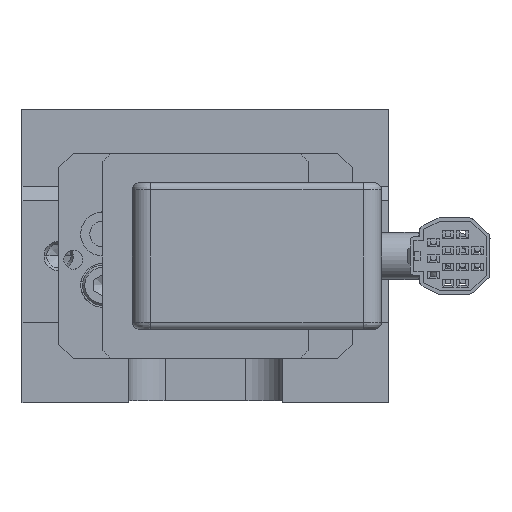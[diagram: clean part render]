
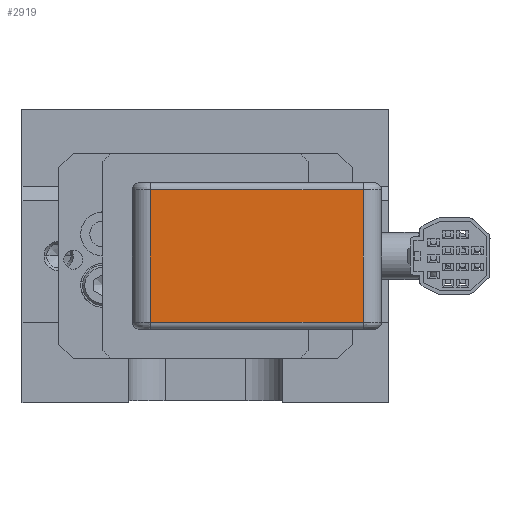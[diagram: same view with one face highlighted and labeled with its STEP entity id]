
A CAD part, left-side view. The second image highlights one B-rep face of the part: STEP entity #2919.
In plain terms, the highlighted planar face has unit normal (-1, 0, 0).
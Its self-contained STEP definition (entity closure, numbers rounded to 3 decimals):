
#2919=ADVANCED_FACE('',(#29971),#29970,.T.);
#29970=PLANE('',#48401);
#29971=FACE_OUTER_BOUND('',#48402,.T.);
#48398=CARTESIAN_POINT('',(-158.5,-24.4,9.2));
#48399=DIRECTION('',(-1.,0.,0.));
#48400=DIRECTION('',(0.,0.,1.));
#48401=AXIS2_PLACEMENT_3D('',#48398,#48399,#48400);
#48402=EDGE_LOOP('',(#61644,#61645,#61646,#61647));
#61644=ORIENTED_EDGE('',*,*,#68307,.T.);
#61645=ORIENTED_EDGE('',*,*,#68302,.T.);
#61646=ORIENTED_EDGE('',*,*,#68308,.T.);
#61647=ORIENTED_EDGE('',*,*,#68291,.T.);
#68291=EDGE_CURVE('',#109237,#109265,#109272,.T.);
#68302=EDGE_CURVE('',#109332,#109304,#109346,.T.);
#68307=EDGE_CURVE('',#109265,#109332,#109378,.T.);
#68308=EDGE_CURVE('',#109304,#109237,#109384,.T.);
#109237=VERTEX_POINT('',#135519);
#109265=VERTEX_POINT('',#135539);
#109272=LINE('',#135544,#135545);
#109304=VERTEX_POINT('',#135564);
#109332=VERTEX_POINT('',#135584);
#109346=LINE('',#135593,#135594);
#109378=LINE('',#135613,#135614);
#109384=LINE('',#135616,#135617);
#135519=CARTESIAN_POINT('',(-158.5,-21.5,29.));
#135539=CARTESIAN_POINT('',(-158.5,7.5,29.));
#135544=CARTESIAN_POINT('',(-158.5,-21.5,29.));
#135545=VECTOR('',#135546,29.);
#135546=DIRECTION('',(0.,1.,0.));
#135564=CARTESIAN_POINT('',(-158.5,-21.5,11.));
#135584=CARTESIAN_POINT('',(-158.5,7.5,11.));
#135593=CARTESIAN_POINT('',(-158.5,7.5,11.));
#135594=VECTOR('',#135595,29.);
#135595=DIRECTION('',(0.,-1.,0.));
#135613=CARTESIAN_POINT('',(-158.5,7.5,29.));
#135614=VECTOR('',#135615,18.);
#135615=DIRECTION('',(0.,0.,-1.));
#135616=CARTESIAN_POINT('',(-158.5,-21.5,11.));
#135617=VECTOR('',#135618,18.);
#135618=DIRECTION('',(0.,0.,1.));
